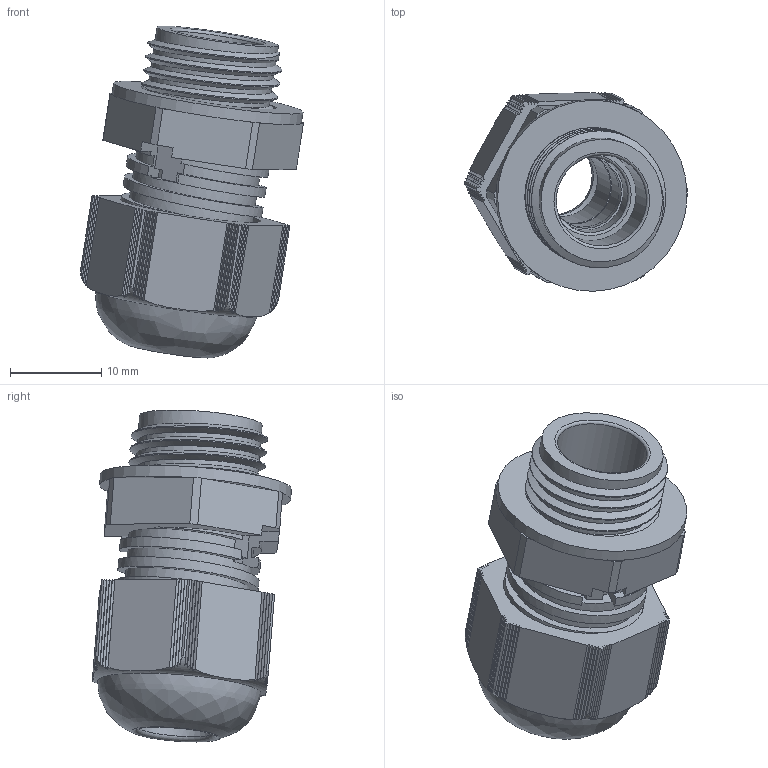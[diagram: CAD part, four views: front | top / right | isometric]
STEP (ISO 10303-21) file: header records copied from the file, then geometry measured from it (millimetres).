
FILE_DESCRIPTION(/* description */ ('Druckausgleichs- verschraubung PG'),/* implementation_level */ '2;1');
FILE_NAME(/* name */ '11087409-RST.stp',/* time_stamp */ '2020-03-31T11:42:24+02:00',/* author */ ('sl'),/* organization */ (''),/* preprocessor_version */ 'ST-DEVELOPER v16.5',/* originating_system */ 'Autodesk Inventor 2017',/* authorisation */ '');
FILE_SCHEMA (('AUTOMOTIVE_DESIGN { 1 0 10303 214 3 1 1 }'));
Length unit declared in the file: millimetre
Products named in the file (8): 130874xx_SZPG; 13087409; 13087409_1; 13087409_2; 13087409_3; 13087409_4; 13087409_5; 13087409_6
Assembly tree (7 placements, depth 2):
  130874xx_SZPG
    13087409
    13087409_1
    13087409_2
    13087409_3
    13087409_4
    13087409_5
    13087409_6
Bounding box: 24.41 x 21.79 x 36.38 mm (x, y, z)
Volume: 5471.9 mm3; surface area: 7879.4 mm2
Topology: 24 solids, 24 shells, 621 faces, 1727 edges, 1145 vertices
Faces by surface type: plane 424, cylinder 128, torus 30, cone 26, bspline 13
Full cylindrical faces by diameter (mm): 7.85 x1, 8.08 x1, 8.3 x1, 8.31 x1, 8.44 x1, 10 x1, 10.35 x2, 10.68 x1, 10.8 x1, 10.98 x1, 13.468 x4, 13.9 x1, 15 x1, 15.6 x5, 21 x1
Entity records: 22937 total; most frequent: CARTESIAN_POINT 6822, DIRECTION 3447, ORIENTED_EDGE 3336, EDGE_CURVE 1668, AXIS2_PLACEMENT_3D 1313, VERTEX_POINT 1119, LINE 821, VECTOR 821
